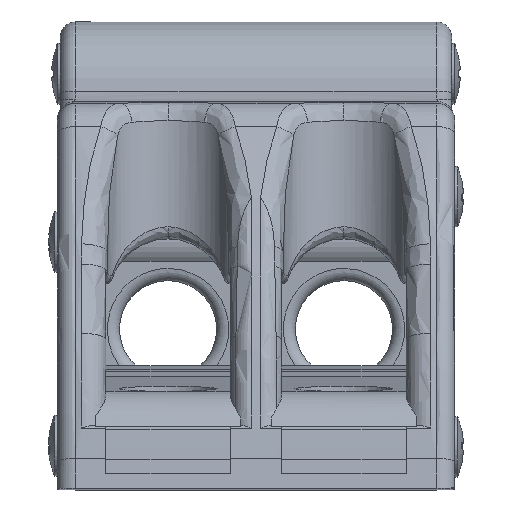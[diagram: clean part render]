
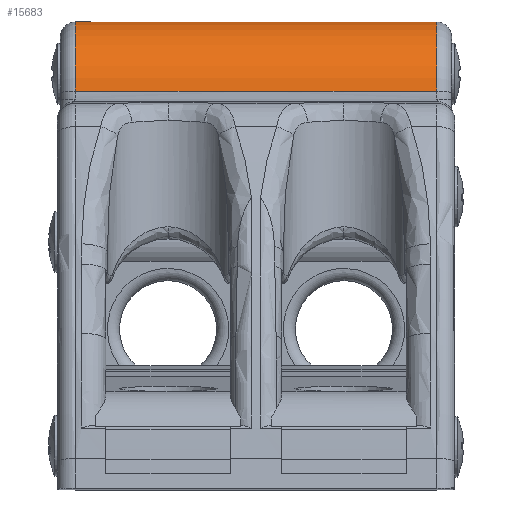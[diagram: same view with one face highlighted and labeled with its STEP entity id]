
A CAD part, top view. The second image highlights one B-rep face of the part: STEP entity #15683.
In plain terms, the highlighted cylindrical face has radius 13.256 mm (diameter 26.513 mm), a partial arc.
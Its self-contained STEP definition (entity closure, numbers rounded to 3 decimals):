
#501=CYLINDRICAL_SURFACE('',#17153,13.256);
#795=CIRCLE('',#16353,13.256);
#1257=CIRCLE('',#17154,13.256);
#1997=LINE('',#30526,#2825);
#1998=LINE('',#30528,#2826);
#1999=LINE('',#30530,#2827);
#2013=LINE('',#30630,#2841);
#2014=LINE('',#30632,#2842);
#2015=LINE('',#30634,#2843);
#2016=LINE('',#30636,#2844);
#2017=LINE('',#30638,#2845);
#2018=LINE('',#30639,#2846);
#2122=LINE('',#31676,#2950);
#2123=LINE('',#31678,#2951);
#2124=LINE('',#31679,#2952);
#2825=VECTOR('',#19946,9.95);
#2826=VECTOR('',#19947,10.);
#2827=VECTOR('',#19948,9.95);
#2841=VECTOR('',#19972,9.95);
#2842=VECTOR('',#19973,9.95);
#2843=VECTOR('',#19974,10.);
#2844=VECTOR('',#19975,9.95);
#2845=VECTOR('',#19976,9.95);
#2846=VECTOR('',#19977,9.95);
#2950=VECTOR('',#20499,9.95);
#2951=VECTOR('',#20500,9.95);
#2952=VECTOR('',#20501,9.95);
#4023=FACE_OUTER_BOUND('',#4927,.T.);
#4927=EDGE_LOOP('',(#12898,#12899,#12900,#12901,#12902,#12903,#12904,#12905,
#12906,#12907,#12908,#12909,#12910,#12911));
#6200=VERTEX_POINT('',#23952);
#6201=VERTEX_POINT('',#23956);
#6731=VERTEX_POINT('',#30524);
#6732=VERTEX_POINT('',#30525);
#6733=VERTEX_POINT('',#30527);
#6734=VERTEX_POINT('',#30529);
#6757=VERTEX_POINT('',#30629);
#6758=VERTEX_POINT('',#30631);
#6759=VERTEX_POINT('',#30633);
#6760=VERTEX_POINT('',#30635);
#6761=VERTEX_POINT('',#30637);
#6954=VERTEX_POINT('',#31673);
#6955=VERTEX_POINT('',#31675);
#6956=VERTEX_POINT('',#31677);
#7923=EDGE_CURVE('',#6200,#6201,#795,.T.);
#8768=EDGE_CURVE('',#6731,#6732,#1997,.T.);
#8769=EDGE_CURVE('',#6732,#6733,#1998,.T.);
#8770=EDGE_CURVE('',#6734,#6733,#1999,.T.);
#8794=EDGE_CURVE('',#6200,#6757,#2013,.T.);
#8795=EDGE_CURVE('',#6757,#6758,#2014,.T.);
#8796=EDGE_CURVE('',#6758,#6759,#2015,.T.);
#8797=EDGE_CURVE('',#6760,#6759,#2016,.T.);
#8798=EDGE_CURVE('',#6760,#6761,#2017,.T.);
#8799=EDGE_CURVE('',#6761,#6731,#2018,.T.);
#9082=EDGE_CURVE('',#6955,#6954,#2122,.T.);
#9083=EDGE_CURVE('',#6956,#6955,#2123,.T.);
#9084=EDGE_CURVE('',#6201,#6956,#2124,.T.);
#9085=EDGE_CURVE('',#6954,#6734,#1257,.T.);
#12898=ORIENTED_EDGE('',*,*,#9082,.T.);
#12899=ORIENTED_EDGE('',*,*,#9085,.T.);
#12900=ORIENTED_EDGE('',*,*,#8770,.T.);
#12901=ORIENTED_EDGE('',*,*,#8769,.F.);
#12902=ORIENTED_EDGE('',*,*,#8768,.F.);
#12903=ORIENTED_EDGE('',*,*,#8799,.F.);
#12904=ORIENTED_EDGE('',*,*,#8798,.F.);
#12905=ORIENTED_EDGE('',*,*,#8797,.T.);
#12906=ORIENTED_EDGE('',*,*,#8796,.F.);
#12907=ORIENTED_EDGE('',*,*,#8795,.F.);
#12908=ORIENTED_EDGE('',*,*,#8794,.F.);
#12909=ORIENTED_EDGE('',*,*,#7923,.T.);
#12910=ORIENTED_EDGE('',*,*,#9084,.T.);
#12911=ORIENTED_EDGE('',*,*,#9083,.T.);
#15683=ADVANCED_FACE('',(#4023),#501,.T.);
#16353=AXIS2_PLACEMENT_3D('',#23958,#18501,#18502);
#17153=AXIS2_PLACEMENT_3D('',#31680,#20502,#20503);
#17154=AXIS2_PLACEMENT_3D('',#31681,#20504,#20505);
#18501=DIRECTION('center_axis',(1.,0.,0.));
#18502=DIRECTION('ref_axis',(0.,0.136,0.991));
#19946=DIRECTION('',(1.,0.,0.));
#19947=DIRECTION('',(1.,0.,0.));
#19948=DIRECTION('',(-1.,0.,0.));
#19972=DIRECTION('',(1.,0.,0.));
#19973=DIRECTION('',(1.,0.,0.));
#19974=DIRECTION('',(1.,0.,0.));
#19975=DIRECTION('',(-1.,0.,0.));
#19976=DIRECTION('',(1.,0.,0.));
#19977=DIRECTION('',(1.,0.,0.));
#20499=DIRECTION('',(1.,0.,0.));
#20500=DIRECTION('',(1.,0.,0.));
#20501=DIRECTION('',(1.,0.,0.));
#20502=DIRECTION('center_axis',(1.,0.,0.));
#20503=DIRECTION('ref_axis',(0.,0.136,0.991));
#20504=DIRECTION('center_axis',(-1.,0.,0.));
#20505=DIRECTION('ref_axis',(0.,0.855,-0.518));
#23952=CARTESIAN_POINT('',(-44.262,72.614,2.36));
#23956=CARTESIAN_POINT('',(-44.262,63.081,22.365));
#23958=CARTESIAN_POINT('Origin',(-44.262,61.279,9.232));
#30524=CARTESIAN_POINT('',(-13.738,72.614,2.36));
#30525=CARTESIAN_POINT('',(-13.449,72.614,2.36));
#30526=CARTESIAN_POINT('',(-14.728,72.614,2.36));
#30527=CARTESIAN_POINT('',(13.449,72.614,2.36));
#30528=CARTESIAN_POINT('',(0.,72.614,2.36));
#30529=CARTESIAN_POINT('',(15.262,72.614,2.36));
#30530=CARTESIAN_POINT('',(17.75,72.614,2.36));
#30629=CARTESIAN_POINT('',(-43.,72.614,2.36));
#30630=CARTESIAN_POINT('',(-43.728,72.614,2.36));
#30631=CARTESIAN_POINT('',(-42.449,72.614,2.36));
#30632=CARTESIAN_POINT('',(-43.728,72.614,2.36));
#30633=CARTESIAN_POINT('',(-15.551,72.614,2.36));
#30634=CARTESIAN_POINT('',(-29.,72.614,2.36));
#30635=CARTESIAN_POINT('',(-15.262,72.614,2.36));
#30636=CARTESIAN_POINT('',(-11.25,72.614,2.36));
#30637=CARTESIAN_POINT('',(-14.,72.614,2.36));
#30638=CARTESIAN_POINT('',(-14.728,72.614,2.36));
#30639=CARTESIAN_POINT('',(-14.728,72.614,2.36));
#31673=CARTESIAN_POINT('',(15.262,63.081,22.365));
#31675=CARTESIAN_POINT('',(-13.738,63.081,22.365));
#31676=CARTESIAN_POINT('',(-14.728,63.081,22.365));
#31677=CARTESIAN_POINT('',(-15.262,63.081,22.365));
#31678=CARTESIAN_POINT('',(-14.728,63.081,22.365));
#31679=CARTESIAN_POINT('',(-43.728,63.081,22.365));
#31680=CARTESIAN_POINT('Origin',(-17.75,61.279,9.232));
#31681=CARTESIAN_POINT('Origin',(15.262,61.279,9.232));
